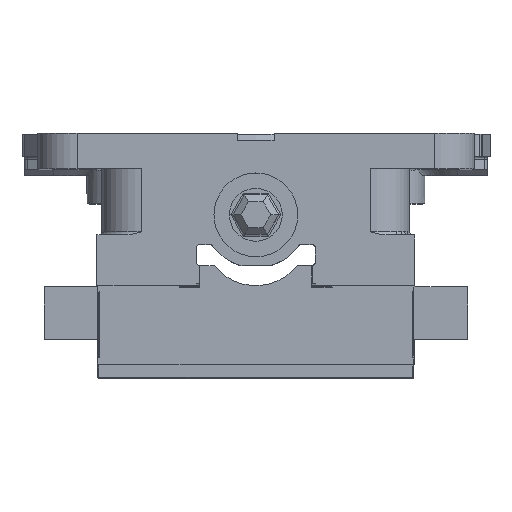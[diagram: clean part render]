
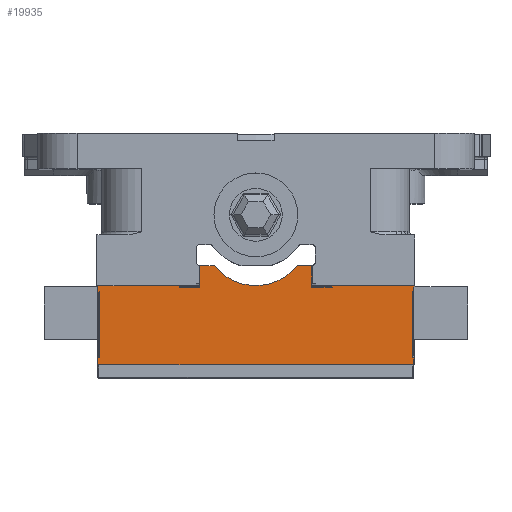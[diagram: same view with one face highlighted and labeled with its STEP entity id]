
A CAD part, top view. The second image highlights one B-rep face of the part: STEP entity #19935.
In plain terms, the highlighted planar face has unit normal (0, 0, 1).
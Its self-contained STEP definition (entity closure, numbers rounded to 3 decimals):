
#114=VECTOR('',#3224,1000.);
#870=VECTOR('',#5282,1000.);
#932=VECTOR('',#5440,1000.);
#1126=VECTOR('',#6112,1000.);
#1130=VECTOR('',#6120,1000.);
#1135=VECTOR('',#6127,1000.);
#1138=VECTOR('',#6132,1000.);
#1165=VECTOR('',#6173,1000.);
#1169=VECTOR('',#6179,1000.);
#1170=VECTOR('',#6182,1000.);
#1174=VECTOR('',#6188,1000.);
#1176=VECTOR('',#6192,1000.);
#1177=VECTOR('',#6195,1000.);
#1178=VECTOR('',#6196,1000.);
#1179=VECTOR('',#6197,1000.);
#1180=VECTOR('',#6198,1000.);
#1181=VECTOR('',#6199,1000.);
#1182=VECTOR('',#6200,1000.);
#1183=VECTOR('',#6201,1000.);
#1184=VECTOR('',#6202,1000.);
#1185=VECTOR('',#6203,1000.);
#1186=VECTOR('',#6204,1000.);
#1187=VECTOR('',#6205,1000.);
#1188=VECTOR('',#6206,1000.);
#1189=VECTOR('',#6207,1000.);
#1297=LINE('',#8057,#114);
#2053=LINE('',#10804,#870);
#2115=LINE('',#10984,#932);
#2309=LINE('',#11538,#1126);
#2313=LINE('',#11546,#1130);
#2318=LINE('',#11556,#1135);
#2321=LINE('',#11562,#1138);
#2348=LINE('',#11621,#1165);
#2352=LINE('',#11630,#1169);
#2353=LINE('',#11633,#1170);
#2357=LINE('',#11640,#1174);
#2359=LINE('',#11645,#1176);
#2360=LINE('',#11648,#1177);
#2361=LINE('',#11649,#1178);
#2362=LINE('',#11651,#1179);
#2363=LINE('',#11652,#1180);
#2364=LINE('',#11654,#1181);
#2365=LINE('',#11656,#1182);
#2366=LINE('',#11658,#1183);
#2367=LINE('',#11660,#1184);
#2368=LINE('',#11662,#1185);
#2369=LINE('',#11663,#1186);
#2370=LINE('',#11664,#1187);
#2371=LINE('',#11665,#1188);
#2372=LINE('',#11666,#1189);
#2913=PLANE('',#7453);
#3224=DIRECTION('',(-1.,0.,0.));
#5282=DIRECTION('',(0.,-1.,0.));
#5440=DIRECTION('',(-1.,0.,0.));
#6112=DIRECTION('',(0.,-1.,0.));
#6120=DIRECTION('',(0.,-1.,0.));
#6127=DIRECTION('',(0.,1.,0.));
#6132=DIRECTION('',(-1.,0.,0.));
#6173=DIRECTION('',(-1.,0.,0.));
#6179=DIRECTION('',(0.,-1.,0.));
#6182=DIRECTION('',(0.,1.,0.));
#6188=DIRECTION('',(1.,0.,0.));
#6192=DIRECTION('',(-1.,0.,0.));
#6193=DIRECTION('',(0.,0.,-1.));
#6194=DIRECTION('',(0.,-1.,0.));
#6195=DIRECTION('',(-1.,0.,0.));
#6196=DIRECTION('',(0.,-1.,0.));
#6197=DIRECTION('',(0.,-1.,0.));
#6198=DIRECTION('',(-1.,0.,0.));
#6199=DIRECTION('',(1.,0.,0.));
#6200=DIRECTION('',(0.,-1.,0.));
#6201=DIRECTION('',(-0.707,0.707,0.));
#6202=DIRECTION('',(-1.,0.,0.));
#6203=DIRECTION('',(0.707,0.707,0.));
#6204=DIRECTION('',(0.,1.,0.));
#6205=DIRECTION('',(-1.,0.,0.));
#6206=DIRECTION('',(0.,1.,0.));
#6207=DIRECTION('',(0.,1.,0.));
#6208=DIRECTION('',(0.,0.,1.));
#6209=DIRECTION('',(-1.,0.,0.));
#7452=AXIS2_PLACEMENT_3D('',#11647,#6193,#6194);
#7453=AXIS2_PLACEMENT_3D('',#11667,#6208,#6209);
#7955=CIRCLE('',#7452,25.4);
#8054=CARTESIAN_POINT('',(36.946,66.9,222.827));
#8056=CARTESIAN_POINT('',(76.151,66.9,222.827));
#8057=CARTESIAN_POINT('',(0.344,66.9,222.827));
#9075=CARTESIAN_POINT('',(-26.605,67.662,222.827));
#10803=CARTESIAN_POINT('',(-26.605,76.553,222.827));
#10804=CARTESIAN_POINT('',(-26.605,79.137,222.827));
#10980=CARTESIAN_POINT('',(-75.462,66.9,222.827));
#10983=CARTESIAN_POINT('',(-36.257,66.9,222.827));
#10984=CARTESIAN_POINT('',(0.344,66.9,222.827));
#11536=CARTESIAN_POINT('',(-26.605,66.138,222.827));
#11538=CARTESIAN_POINT('',(-26.605,50.369,222.827));
#11545=CARTESIAN_POINT('',(-26.605,76.679,222.827));
#11546=CARTESIAN_POINT('',(-26.605,50.369,222.827));
#11549=CARTESIAN_POINT('',(75.389,32.356,222.827));
#11554=CARTESIAN_POINT('',(75.389,64.106,222.827));
#11556=CARTESIAN_POINT('',(75.389,50.369,222.827));
#11560=CARTESIAN_POINT('',(-36.257,66.138,222.827));
#11562=CARTESIAN_POINT('',(0.344,66.138,222.827));
#11614=CARTESIAN_POINT('',(36.946,66.138,222.827));
#11619=CARTESIAN_POINT('',(27.294,66.138,222.827));
#11621=CARTESIAN_POINT('',(0.344,66.138,222.827));
#11623=CARTESIAN_POINT('',(-74.7,64.106,222.827));
#11628=CARTESIAN_POINT('',(-74.7,32.356,222.827));
#11630=CARTESIAN_POINT('',(-74.7,50.369,222.827));
#11632=CARTESIAN_POINT('',(76.151,64.106,222.827));
#11633=CARTESIAN_POINT('',(76.151,50.369,222.827));
#11639=CARTESIAN_POINT('',(76.151,32.356,222.827));
#11640=CARTESIAN_POINT('',(76.151,32.356,222.827));
#11643=CARTESIAN_POINT('',(27.294,76.679,222.827));
#11644=CARTESIAN_POINT('',(20.273,76.679,222.827));
#11645=CARTESIAN_POINT('',(0.344,76.679,222.827));
#11646=CARTESIAN_POINT('',(-19.585,76.679,222.827));
#11647=CARTESIAN_POINT('',(0.344,92.427,222.827));
#11648=CARTESIAN_POINT('',(0.344,76.679,222.827));
#11649=CARTESIAN_POINT('',(-36.257,66.138,222.827));
#11650=CARTESIAN_POINT('',(-75.462,64.106,222.827));
#11651=CARTESIAN_POINT('',(-75.462,50.369,222.827));
#11652=CARTESIAN_POINT('',(-75.462,64.106,222.827));
#11653=CARTESIAN_POINT('',(-75.462,32.356,222.827));
#11654=CARTESIAN_POINT('',(-74.7,32.356,222.827));
#11655=CARTESIAN_POINT('',(-75.462,29.689,222.827));
#11656=CARTESIAN_POINT('',(-75.462,50.369,222.827));
#11657=CARTESIAN_POINT('',(-74.954,29.181,222.827));
#11658=CARTESIAN_POINT('',(-75.462,29.689,222.827));
#11659=CARTESIAN_POINT('',(75.643,29.181,222.827));
#11660=CARTESIAN_POINT('',(-74.954,29.181,222.827));
#11661=CARTESIAN_POINT('',(76.151,29.689,222.827));
#11662=CARTESIAN_POINT('',(75.643,29.181,222.827));
#11663=CARTESIAN_POINT('',(76.151,50.369,222.827));
#11664=CARTESIAN_POINT('',(75.389,64.106,222.827));
#11665=CARTESIAN_POINT('',(36.946,66.9,222.827));
#11666=CARTESIAN_POINT('',(27.294,50.369,222.827));
#11667=CARTESIAN_POINT('',(0.344,50.369,222.827));
#11928=VERTEX_POINT('',#8054);
#11929=VERTEX_POINT('',#8056);
#12314=VERTEX_POINT('',#9075);
#12771=VERTEX_POINT('',#10803);
#12813=VERTEX_POINT('',#10980);
#12815=VERTEX_POINT('',#10983);
#12888=VERTEX_POINT('',#11536);
#12890=VERTEX_POINT('',#11545);
#12891=VERTEX_POINT('',#11549);
#12894=VERTEX_POINT('',#11554);
#12896=VERTEX_POINT('',#11560);
#12918=VERTEX_POINT('',#11614);
#12921=VERTEX_POINT('',#11619);
#12922=VERTEX_POINT('',#11623);
#12925=VERTEX_POINT('',#11628);
#12926=VERTEX_POINT('',#11632);
#12928=VERTEX_POINT('',#11639);
#12929=VERTEX_POINT('',#11643);
#12930=VERTEX_POINT('',#11644);
#12931=VERTEX_POINT('',#11646);
#12932=VERTEX_POINT('',#11650);
#12933=VERTEX_POINT('',#11653);
#12934=VERTEX_POINT('',#11655);
#12935=VERTEX_POINT('',#11657);
#12936=VERTEX_POINT('',#11659);
#12937=VERTEX_POINT('',#11661);
#13029=EDGE_CURVE('',#11929,#11928,#1297,.T.);
#14175=EDGE_CURVE('',#12771,#12314,#2053,.T.);
#14255=EDGE_CURVE('',#12815,#12813,#2115,.T.);
#14496=EDGE_CURVE('',#12314,#12888,#2309,.T.);
#14500=EDGE_CURVE('',#12890,#12771,#2313,.T.);
#14505=EDGE_CURVE('',#12891,#12894,#2318,.T.);
#14508=EDGE_CURVE('',#12888,#12896,#2321,.T.);
#14536=EDGE_CURVE('',#12918,#12921,#2348,.T.);
#14540=EDGE_CURVE('',#12922,#12925,#2352,.T.);
#14541=EDGE_CURVE('',#12926,#11929,#2353,.T.);
#14545=EDGE_CURVE('',#12891,#12928,#2357,.T.);
#14547=EDGE_CURVE('',#12929,#12930,#2359,.T.);
#14548=EDGE_CURVE('',#12930,#12931,#7955,.T.);
#14549=EDGE_CURVE('',#12931,#12890,#2360,.T.);
#14550=EDGE_CURVE('',#12815,#12896,#2361,.T.);
#14551=EDGE_CURVE('',#12813,#12932,#2362,.T.);
#14552=EDGE_CURVE('',#12922,#12932,#2363,.T.);
#14553=EDGE_CURVE('',#12933,#12925,#2364,.T.);
#14554=EDGE_CURVE('',#12933,#12934,#2365,.T.);
#14555=EDGE_CURVE('',#12935,#12934,#2366,.T.);
#14556=EDGE_CURVE('',#12936,#12935,#2367,.T.);
#14557=EDGE_CURVE('',#12936,#12937,#2368,.T.);
#14558=EDGE_CURVE('',#12937,#12928,#2369,.T.);
#14559=EDGE_CURVE('',#12926,#12894,#2370,.T.);
#14560=EDGE_CURVE('',#12918,#11928,#2371,.T.);
#14561=EDGE_CURVE('',#12921,#12929,#2372,.T.);
#17696=ORIENTED_EDGE('',*,*,#14547,.T.);
#17697=ORIENTED_EDGE('',*,*,#14548,.T.);
#17698=ORIENTED_EDGE('',*,*,#14549,.T.);
#17699=ORIENTED_EDGE('',*,*,#14500,.T.);
#17700=ORIENTED_EDGE('',*,*,#14175,.T.);
#17701=ORIENTED_EDGE('',*,*,#14496,.T.);
#17702=ORIENTED_EDGE('',*,*,#14508,.T.);
#17703=ORIENTED_EDGE('',*,*,#14550,.F.);
#17704=ORIENTED_EDGE('',*,*,#14255,.T.);
#17705=ORIENTED_EDGE('',*,*,#14551,.T.);
#17706=ORIENTED_EDGE('',*,*,#14552,.F.);
#17707=ORIENTED_EDGE('',*,*,#14540,.T.);
#17708=ORIENTED_EDGE('',*,*,#14553,.F.);
#17709=ORIENTED_EDGE('',*,*,#14554,.T.);
#17710=ORIENTED_EDGE('',*,*,#14555,.F.);
#17711=ORIENTED_EDGE('',*,*,#14556,.F.);
#17712=ORIENTED_EDGE('',*,*,#14557,.T.);
#17713=ORIENTED_EDGE('',*,*,#14558,.T.);
#17714=ORIENTED_EDGE('',*,*,#14545,.F.);
#17715=ORIENTED_EDGE('',*,*,#14505,.T.);
#17716=ORIENTED_EDGE('',*,*,#14559,.F.);
#17717=ORIENTED_EDGE('',*,*,#14541,.T.);
#17718=ORIENTED_EDGE('',*,*,#13029,.T.);
#17719=ORIENTED_EDGE('',*,*,#14560,.F.);
#17720=ORIENTED_EDGE('',*,*,#14536,.T.);
#17721=ORIENTED_EDGE('',*,*,#14561,.T.);
#18641=EDGE_LOOP('',(#17696,#17697,#17698,#17699,#17700,#17701,#17702,#17703,
#17704,#17705,#17706,#17707,#17708,#17709,#17710,#17711,#17712,#17713,#17714,
#17715,#17716,#17717,#17718,#17719,#17720,#17721));
#19303=FACE_OUTER_BOUND('',#18641,.T.);
#19935=ADVANCED_FACE('',(#19303),#2913,.T.);
